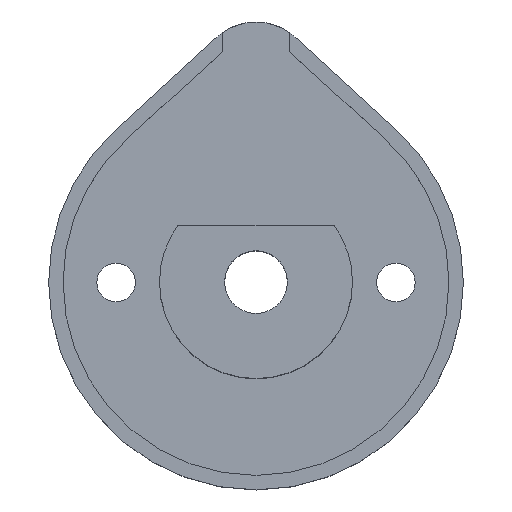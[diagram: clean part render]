
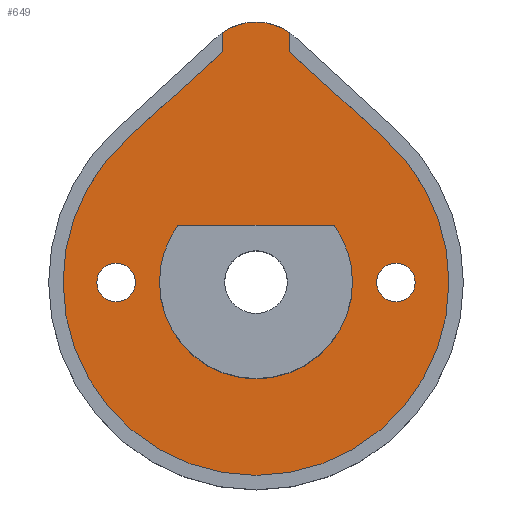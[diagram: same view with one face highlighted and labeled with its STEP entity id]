
A CAD part, top view. The second image highlights one B-rep face of the part: STEP entity #649.
In plain terms, the highlighted planar face has unit normal (0, 0, 1).
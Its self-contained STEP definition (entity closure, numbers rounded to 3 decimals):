
#27 = CARTESIAN_POINT ( 'NONE',  ( 16.5, 0., 3. ) ) ;
#34 = AXIS2_PLACEMENT_3D ( 'NONE', #469, #466, #1153 ) ;
#36 = CARTESIAN_POINT ( 'NONE',  ( 14.5, 0., 3. ) ) ;
#45 = DIRECTION ( 'NONE',  ( 0., 1., 0. ) ) ;
#54 = AXIS2_PLACEMENT_3D ( 'NONE', #165, #1055, #560 ) ;
#59 = DIRECTION ( 'NONE',  ( 0., 1., 0. ) ) ;
#76 = CARTESIAN_POINT ( 'NONE',  ( 3.5, 25.873, 3. ) ) ;
#116 = PLANE ( 'NONE',  #335 ) ;
#138 = ORIENTED_EDGE ( 'NONE', *, *, #412, .T. ) ;
#156 = CARTESIAN_POINT ( 'NONE',  ( -10., 0., 3. ) ) ;
#161 = DIRECTION ( 'NONE',  ( 1., 0., 0. ) ) ;
#165 = CARTESIAN_POINT ( 'NONE',  ( -14.5, 0., 3. ) ) ;
#181 = DIRECTION ( 'NONE',  ( 1., 0., 0. ) ) ;
#190 = EDGE_CURVE ( 'NONE', #504, #1019, #716, .T. ) ;
#192 = EDGE_CURVE ( 'NONE', #885, #492, #600, .T. ) ;
#199 = ORIENTED_EDGE ( 'NONE', *, *, #192, .F. ) ;
#201 = ORIENTED_EDGE ( 'NONE', *, *, #935, .T. ) ;
#215 = CARTESIAN_POINT ( 'NONE',  ( 8.097, 5.868, 3. ) ) ;
#235 = CARTESIAN_POINT ( 'NONE',  ( -14.5, 0., 3. ) ) ;
#261 = EDGE_LOOP ( 'NONE', ( #878, #783, #138, #723, #201, #520, #533, #481 ) ) ;
#273 = CARTESIAN_POINT ( 'NONE',  ( -16.5, 0., 3. ) ) ;
#277 = CARTESIAN_POINT ( 'NONE',  ( 20., 0., 3. ) ) ;
#288 = ORIENTED_EDGE ( 'NONE', *, *, #1228, .T. ) ;
#293 = FACE_BOUND ( 'NONE', #1156, .T. ) ;
#302 = CIRCLE ( 'NONE', #646, 20. ) ;
#333 = ORIENTED_EDGE ( 'NONE', *, *, #342, .T. ) ;
#335 = AXIS2_PLACEMENT_3D ( 'NONE', #722, #1017, #1093 ) ;
#338 = ORIENTED_EDGE ( 'NONE', *, *, #811, .T. ) ;
#342 = EDGE_CURVE ( 'NONE', #794, #1138, #1284, .T. ) ;
#361 = EDGE_CURVE ( 'NONE', #1062, #1272, #1183, .T. ) ;
#366 = VERTEX_POINT ( 'NONE', #76 ) ;
#391 = CIRCLE ( 'NONE', #1270, 10. ) ;
#394 = EDGE_LOOP ( 'NONE', ( #1201, #333, #1022, #199 ) ) ;
#407 = CARTESIAN_POINT ( 'NONE',  ( -13.494, 14.762, 3. ) ) ;
#412 = EDGE_CURVE ( 'NONE', #366, #1272, #981, .T. ) ;
#425 = VECTOR ( 'NONE', #59, 1000. ) ;
#430 = DIRECTION ( 'NONE',  ( 0., 0., 1. ) ) ;
#440 = CARTESIAN_POINT ( 'NONE',  ( -3.5, 0., 3. ) ) ;
#455 = CARTESIAN_POINT ( 'NONE',  ( -13.494, 14.762, 3. ) ) ;
#466 = DIRECTION ( 'NONE',  ( 0., 0., 1. ) ) ;
#469 = CARTESIAN_POINT ( 'NONE',  ( 0., 0., 3. ) ) ;
#475 = VERTEX_POINT ( 'NONE', #681 ) ;
#481 = ORIENTED_EDGE ( 'NONE', *, *, #942, .T. ) ;
#490 = VERTEX_POINT ( 'NONE', #273 ) ;
#491 = AXIS2_PLACEMENT_3D ( 'NONE', #911, #917, #1007 ) ;
#492 = VERTEX_POINT ( 'NONE', #1064 ) ;
#504 = VERTEX_POINT ( 'NONE', #1162 ) ;
#520 = ORIENTED_EDGE ( 'NONE', *, *, #1015, .T. ) ;
#532 = FACE_BOUND ( 'NONE', #1274, .T. ) ;
#533 = ORIENTED_EDGE ( 'NONE', *, *, #643, .T. ) ;
#539 = DIRECTION ( 'NONE',  ( 0., 0., -1. ) ) ;
#560 = DIRECTION ( 'NONE',  ( -1., 0., 0. ) ) ;
#564 = FACE_OUTER_BOUND ( 'NONE', #261, .T. ) ;
#568 = AXIS2_PLACEMENT_3D ( 'NONE', #235, #1038, #832 ) ;
#574 = CARTESIAN_POINT ( 'NONE',  ( 0., 21., 3. ) ) ;
#577 = CIRCLE ( 'NONE', #491, 20. ) ;
#591 = VECTOR ( 'NONE', #1256, 1000. ) ;
#600 = CIRCLE ( 'NONE', #749, 10. ) ;
#615 = DIRECTION ( 'NONE',  ( 1., 0., 0. ) ) ;
#620 = AXIS2_PLACEMENT_3D ( 'NONE', #36, #539, #623 ) ;
#622 = CIRCLE ( 'NONE', #844, 10. ) ;
#623 = DIRECTION ( 'NONE',  ( -1., 0., 0. ) ) ;
#642 = CARTESIAN_POINT ( 'NONE',  ( -3.5, 25.873, 3. ) ) ;
#643 = EDGE_CURVE ( 'NONE', #1255, #1002, #577, .T. ) ;
#646 = AXIS2_PLACEMENT_3D ( 'NONE', #967, #1266, #181 ) ;
#649 = ADVANCED_FACE ( 'NONE', ( #829, #532, #293, #564 ), #116, .T. ) ;
#650 = VERTEX_POINT ( 'NONE', #27 ) ;
#656 = DIRECTION ( 'NONE',  ( 0., 0., 1. ) ) ;
#675 = LINE ( 'NONE', #747, #1170 ) ;
#681 = CARTESIAN_POINT ( 'NONE',  ( 12.5, 0., 3. ) ) ;
#700 = CIRCLE ( 'NONE', #34, 20. ) ;
#716 = LINE ( 'NONE', #1021, #872 ) ;
#721 = LINE ( 'NONE', #455, #591 ) ;
#722 = CARTESIAN_POINT ( 'NONE',  ( 0., 0., 3. ) ) ;
#723 = ORIENTED_EDGE ( 'NONE', *, *, #361, .F. ) ;
#726 = DIRECTION ( 'NONE',  ( -0.738, 0.675, 0. ) ) ;
#742 = VERTEX_POINT ( 'NONE', #921 ) ;
#747 = CARTESIAN_POINT ( 'NONE',  ( 3.5, 0., 3. ) ) ;
#749 = AXIS2_PLACEMENT_3D ( 'NONE', #1030, #430, #821 ) ;
#761 = CARTESIAN_POINT ( 'NONE',  ( 0., 0., 3. ) ) ;
#783 = ORIENTED_EDGE ( 'NONE', *, *, #1165, .T. ) ;
#794 = VERTEX_POINT ( 'NONE', #1234 ) ;
#811 = EDGE_CURVE ( 'NONE', #650, #475, #846, .T. ) ;
#815 = CARTESIAN_POINT ( 'NONE',  ( -3.5, 23.897, 3. ) ) ;
#821 = DIRECTION ( 'NONE',  ( 1., 0., 0. ) ) ;
#829 = FACE_BOUND ( 'NONE', #394, .T. ) ;
#830 = VECTOR ( 'NONE', #161, 1000. ) ;
#832 = DIRECTION ( 'NONE',  ( -1., 0., 0. ) ) ;
#844 = AXIS2_PLACEMENT_3D ( 'NONE', #1013, #1020, #615 ) ;
#846 = CIRCLE ( 'NONE', #890, 2. ) ;
#867 = DIRECTION ( 'NONE',  ( 0., 0., 1. ) ) ;
#871 = DIRECTION ( 'NONE',  ( 1., 0., 0. ) ) ;
#872 = VECTOR ( 'NONE', #726, 1000. ) ;
#873 = EDGE_CURVE ( 'NONE', #492, #1138, #391, .T. ) ;
#876 = CARTESIAN_POINT ( 'NONE',  ( -20., 0., 3. ) ) ;
#878 = ORIENTED_EDGE ( 'NONE', *, *, #190, .T. ) ;
#885 = VERTEX_POINT ( 'NONE', #156 ) ;
#889 = EDGE_CURVE ( 'NONE', #742, #490, #1016, .T. ) ;
#890 = AXIS2_PLACEMENT_3D ( 'NONE', #1023, #1116, #924 ) ;
#911 = CARTESIAN_POINT ( 'NONE',  ( 0., 0., 3. ) ) ;
#917 = DIRECTION ( 'NONE',  ( 0., 0., 1. ) ) ;
#921 = CARTESIAN_POINT ( 'NONE',  ( -12.5, 0., 3. ) ) ;
#924 = DIRECTION ( 'NONE',  ( -1., 0., 0. ) ) ;
#935 = EDGE_CURVE ( 'NONE', #1062, #1065, #721, .T. ) ;
#942 = EDGE_CURVE ( 'NONE', #1002, #504, #700, .T. ) ;
#967 = CARTESIAN_POINT ( 'NONE',  ( 0., 0., 3. ) ) ;
#971 = CIRCLE ( 'NONE', #620, 2. ) ;
#981 = CIRCLE ( 'NONE', #1178, 6. ) ;
#1002 = VERTEX_POINT ( 'NONE', #277 ) ;
#1007 = DIRECTION ( 'NONE',  ( 1., 0., 0. ) ) ;
#1013 = CARTESIAN_POINT ( 'NONE',  ( 0., 0., 3. ) ) ;
#1015 = EDGE_CURVE ( 'NONE', #1065, #1255, #302, .T. ) ;
#1016 = CIRCLE ( 'NONE', #54, 2. ) ;
#1017 = DIRECTION ( 'NONE',  ( 0., 0., 1. ) ) ;
#1019 = VERTEX_POINT ( 'NONE', #1167 ) ;
#1020 = DIRECTION ( 'NONE',  ( 0., 0., 1. ) ) ;
#1021 = CARTESIAN_POINT ( 'NONE',  ( 13.494, 14.762, 3. ) ) ;
#1022 = ORIENTED_EDGE ( 'NONE', *, *, #873, .F. ) ;
#1023 = CARTESIAN_POINT ( 'NONE',  ( 14.5, 0., 3. ) ) ;
#1030 = CARTESIAN_POINT ( 'NONE',  ( 0., 0., 3. ) ) ;
#1038 = DIRECTION ( 'NONE',  ( 0., 0., -1. ) ) ;
#1043 = DIRECTION ( 'NONE',  ( 1., 0., 0. ) ) ;
#1055 = DIRECTION ( 'NONE',  ( 0., 0., -1. ) ) ;
#1062 = VERTEX_POINT ( 'NONE', #815 ) ;
#1064 = CARTESIAN_POINT ( 'NONE',  ( 10., 0., 3. ) ) ;
#1065 = VERTEX_POINT ( 'NONE', #407 ) ;
#1093 = DIRECTION ( 'NONE',  ( 1., 0., 0. ) ) ;
#1114 = EDGE_CURVE ( 'NONE', #794, #885, #622, .T. ) ;
#1116 = DIRECTION ( 'NONE',  ( 0., 0., -1. ) ) ;
#1135 = CARTESIAN_POINT ( 'NONE',  ( 0., 5.868, 3. ) ) ;
#1138 = VERTEX_POINT ( 'NONE', #215 ) ;
#1146 = EDGE_CURVE ( 'NONE', #475, #650, #971, .T. ) ;
#1153 = DIRECTION ( 'NONE',  ( 1., 0., 0. ) ) ;
#1156 = EDGE_LOOP ( 'NONE', ( #1238, #288 ) ) ;
#1162 = CARTESIAN_POINT ( 'NONE',  ( 13.494, 14.762, 3. ) ) ;
#1165 = EDGE_CURVE ( 'NONE', #1019, #366, #675, .T. ) ;
#1167 = CARTESIAN_POINT ( 'NONE',  ( 3.5, 23.897, 3. ) ) ;
#1170 = VECTOR ( 'NONE', #45, 1000. ) ;
#1178 = AXIS2_PLACEMENT_3D ( 'NONE', #574, #867, #871 ) ;
#1183 = LINE ( 'NONE', #440, #425 ) ;
#1201 = ORIENTED_EDGE ( 'NONE', *, *, #1114, .F. ) ;
#1212 = CIRCLE ( 'NONE', #568, 2. ) ;
#1228 = EDGE_CURVE ( 'NONE', #490, #742, #1212, .T. ) ;
#1234 = CARTESIAN_POINT ( 'NONE',  ( -8.097, 5.868, 3. ) ) ;
#1238 = ORIENTED_EDGE ( 'NONE', *, *, #889, .T. ) ;
#1255 = VERTEX_POINT ( 'NONE', #876 ) ;
#1256 = DIRECTION ( 'NONE',  ( -0.738, -0.675, 0. ) ) ;
#1266 = DIRECTION ( 'NONE',  ( 0., 0., 1. ) ) ;
#1270 = AXIS2_PLACEMENT_3D ( 'NONE', #761, #656, #1043 ) ;
#1272 = VERTEX_POINT ( 'NONE', #642 ) ;
#1274 = EDGE_LOOP ( 'NONE', ( #338, #1277 ) ) ;
#1277 = ORIENTED_EDGE ( 'NONE', *, *, #1146, .T. ) ;
#1284 = LINE ( 'NONE', #1135, #830 ) ;
